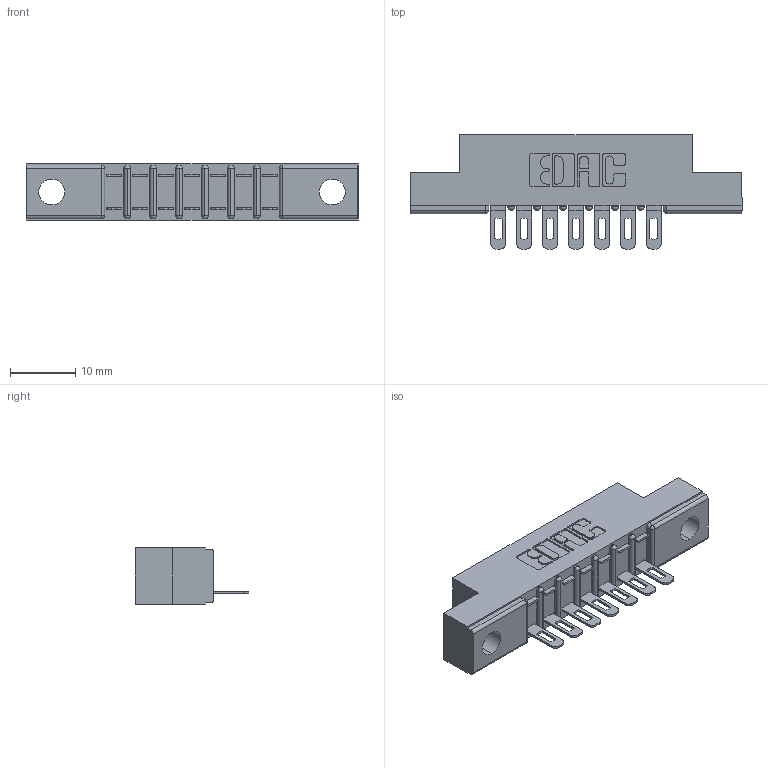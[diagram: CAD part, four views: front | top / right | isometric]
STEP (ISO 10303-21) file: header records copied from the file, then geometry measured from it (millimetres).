
FILE_DESCRIPTION (( 'STEP AP203' ), '1' );
FILE_NAME ('307-007-501-102.STEP', '2019-09-04T18:02:44', ( '' ), ( '' ), 'SwSTEP 2.0', 'SolidWorks 2016', '' );
FILE_SCHEMA (( 'CONFIG_CONTROL_DESIGN' ));
Length unit declared in the file: inch
Products named in the file (3): 307-007-501-102; 307-290-002_501; 307 Part_.128 Dia Mounting Holes
Assembly tree (8 placements, depth 2):
  307-007-501-102
    307 Part_.128 Dia Mounting Holes
    307-290-002_501  x7
Bounding box: 50.75 x 17.42 x 8.71 mm (x, y, z)
Volume: 3260.8 mm3; surface area: 4992 mm2
Topology: 8 solids, 8 shells, 658 faces, 1989 edges, 1302 vertices
Faces by surface type: plane 378, cylinder 264, sphere 16
Entity records: 11112 total; most frequent: CARTESIAN_POINT 1868, ORIENTED_EDGE 1858, DIRECTION 1835, EDGE_CURVE 929, LINE 689, VECTOR 689, VERTEX_POINT 606, AXIS2_PLACEMENT_3D 573
